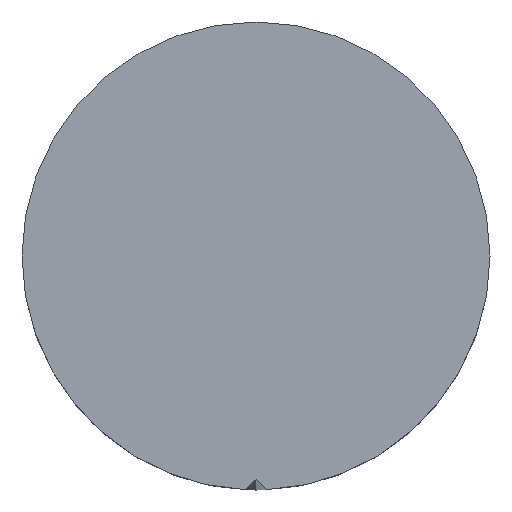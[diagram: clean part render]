
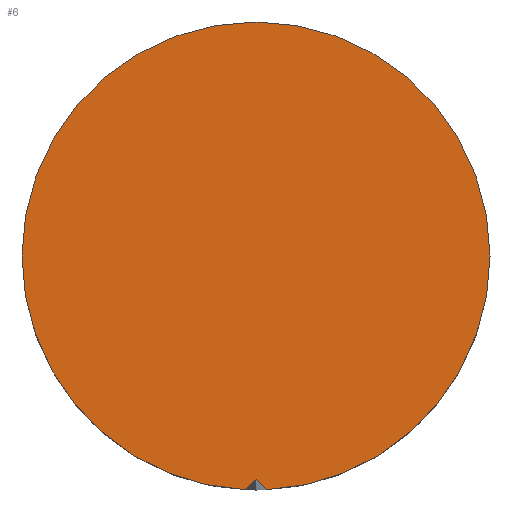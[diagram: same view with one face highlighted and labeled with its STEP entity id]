
A CAD part, left-side view. The second image highlights one B-rep face of the part: STEP entity #6.
In plain terms, the highlighted planar face has unit normal (-1, 0, 0).
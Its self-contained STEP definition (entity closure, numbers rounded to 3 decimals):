
#6 = ADVANCED_FACE ( 'NONE', ( #114 ), #115, .F. ) ;
#8 = CIRCLE ( 'NONE', #175, 32. ) ;
#10 = VERTEX_POINT ( 'NONE', #199 ) ;
#19 = CARTESIAN_POINT ( 'NONE',  ( 0., 0.977, -31.481 ) ) ;
#22 = VERTEX_POINT ( 'NONE', #167 ) ;
#26 = CARTESIAN_POINT ( 'NONE',  ( 0., -0.164, -30.664 ) ) ;
#27 = EDGE_CURVE ( 'NONE', #22, #31, #109, .T. ) ;
#31 = VERTEX_POINT ( 'NONE', #118 ) ;
#37 = AXIS2_PLACEMENT_3D ( 'NONE', #204, #123, #152 ) ;
#47 = ORIENTED_EDGE ( 'NONE', *, *, #162, .T. ) ;
#64 = VERTEX_POINT ( 'NONE', #173 ) ;
#68 = CARTESIAN_POINT ( 'NONE',  ( 0., 1.462, -31.967 ) ) ;
#72 = AXIS2_PLACEMENT_3D ( 'NONE', #117, #171, #314 ) ;
#77 = CARTESIAN_POINT ( 'NONE',  ( 0., -0.49, -30.992 ) ) ;
#92 = CARTESIAN_POINT ( 'NONE',  ( 0., 1.3, -31.805 ) ) ;
#96 = CARTESIAN_POINT ( 'NONE',  ( 0., -1.462, -31.967 ) ) ;
#100 = ORIENTED_EDGE ( 'NONE', *, *, #243, .T. ) ;
#109 = B_SPLINE_CURVE_WITH_KNOTS ( 'NONE', 3,
 ( #245, #244, #196, #19, #92, #68 ),
 .UNSPECIFIED., .F., .F.,
 ( 4, 1, 1, 4 ),
 ( 0., 0.333, 0.667, 1. ),
 .UNSPECIFIED. ) ;
#111 = AXIS2_PLACEMENT_3D ( 'NONE', #297, #249, #201 ) ;
#114 = FACE_OUTER_BOUND ( 'NONE', #299, .T. ) ;
#115 = PLANE ( 'NONE',  #72 ) ;
#117 = CARTESIAN_POINT ( 'NONE',  ( 0., 0., 0. ) ) ;
#118 = CARTESIAN_POINT ( 'NONE',  ( 0., 1.462, -31.967 ) ) ;
#123 = DIRECTION ( 'NONE',  ( -1., 0., 0. ) ) ;
#147 = EDGE_CURVE ( 'NONE', #10, #277, #193, .T. ) ;
#152 = DIRECTION ( 'NONE',  ( 0., 1., 0. ) ) ;
#157 = ORIENTED_EDGE ( 'NONE', *, *, #27, .F. ) ;
#159 = B_SPLINE_CURVE_WITH_KNOTS ( 'NONE', 3,
 ( #275, #26, #77, #250, #203, #96 ),
 .UNSPECIFIED., .F., .F.,
 ( 4, 1, 1, 4 ),
 ( 0., 0.333, 0.667, 1. ),
 .UNSPECIFIED. ) ;
#162 = EDGE_CURVE ( 'NONE', #22, #64, #159, .T. ) ;
#167 = CARTESIAN_POINT ( 'NONE',  ( 0., 0., -30.5 ) ) ;
#171 = DIRECTION ( 'NONE',  ( 1., 0., 0. ) ) ;
#173 = CARTESIAN_POINT ( 'NONE',  ( 0., -1.462, -31.967 ) ) ;
#175 = AXIS2_PLACEMENT_3D ( 'NONE', #260, #280, #302 ) ;
#179 = CARTESIAN_POINT ( 'NONE',  ( 0., -32., 0. ) ) ;
#193 = CIRCLE ( 'NONE', #111, 32. ) ;
#196 = CARTESIAN_POINT ( 'NONE',  ( 0., 0.49, -30.992 ) ) ;
#198 = ORIENTED_EDGE ( 'NONE', *, *, #147, .F. ) ;
#199 = CARTESIAN_POINT ( 'NONE',  ( 0., 32., 0. ) ) ;
#201 = DIRECTION ( 'NONE',  ( 0., 1., 0. ) ) ;
#203 = CARTESIAN_POINT ( 'NONE',  ( 0., -1.3, -31.805 ) ) ;
#204 = CARTESIAN_POINT ( 'NONE',  ( 0., 0., 0. ) ) ;
#213 = CIRCLE ( 'NONE', #37, 32. ) ;
#229 = ORIENTED_EDGE ( 'NONE', *, *, #282, .T. ) ;
#243 = EDGE_CURVE ( 'NONE', #10, #31, #213, .T. ) ;
#244 = CARTESIAN_POINT ( 'NONE',  ( 0., 0.164, -30.664 ) ) ;
#245 = CARTESIAN_POINT ( 'NONE',  ( 0., 0., -30.5 ) ) ;
#249 = DIRECTION ( 'NONE',  ( 1., 0., 0. ) ) ;
#250 = CARTESIAN_POINT ( 'NONE',  ( 0., -0.977, -31.481 ) ) ;
#260 = CARTESIAN_POINT ( 'NONE',  ( 0., 0., 0. ) ) ;
#275 = CARTESIAN_POINT ( 'NONE',  ( 0., 0., -30.5 ) ) ;
#277 = VERTEX_POINT ( 'NONE', #179 ) ;
#280 = DIRECTION ( 'NONE',  ( -1., 0., 0. ) ) ;
#282 = EDGE_CURVE ( 'NONE', #64, #277, #8, .T. ) ;
#297 = CARTESIAN_POINT ( 'NONE',  ( 0., 0., 0. ) ) ;
#299 = EDGE_LOOP ( 'NONE', ( #47, #229, #198, #100, #157 ) ) ;
#302 = DIRECTION ( 'NONE',  ( 0., -0.046, -0.999 ) ) ;
#314 = DIRECTION ( 'NONE',  ( 0., 1., 0. ) ) ;
